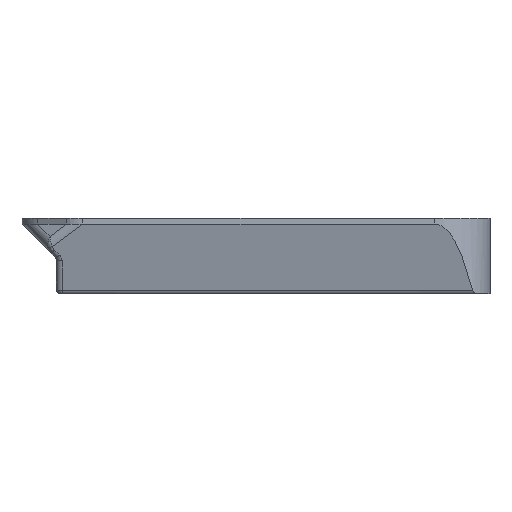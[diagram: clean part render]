
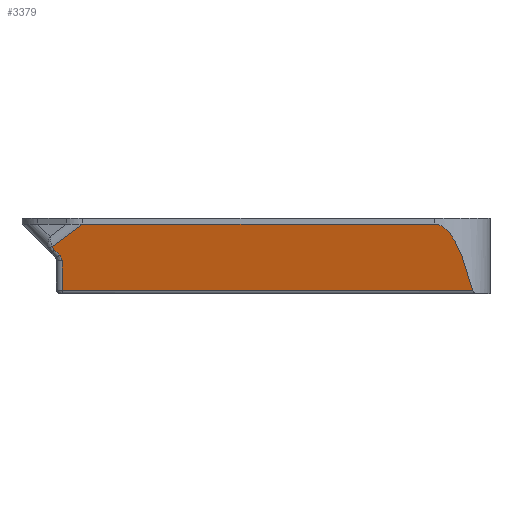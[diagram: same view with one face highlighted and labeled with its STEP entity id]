
A CAD part, left-side view. The second image highlights one B-rep face of the part: STEP entity #3379.
In plain terms, the highlighted planar face has unit normal (-0.974, 0, -0.225).
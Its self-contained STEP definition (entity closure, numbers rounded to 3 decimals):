
#205=ELLIPSE('',#3551,44.454,10.);
#230=ELLIPSE('',#3681,1.253,1.006);
#231=ELLIPSE('',#3682,1.541,1.502);
#332=FACE_OUTER_BOUND('',#538,.T.);
#538=EDGE_LOOP('',(#2693,#2694,#2695,#2696,#2697,#2698,#2699,#2700));
#883=LINE('',#5101,#1167);
#926=LINE('',#5318,#1210);
#975=LINE('',#5931,#1259);
#976=LINE('',#5935,#1260);
#977=LINE('',#5938,#1261);
#1167=VECTOR('',#4047,10.);
#1210=VECTOR('',#4156,69.);
#1259=VECTOR('',#4387,7.472);
#1260=VECTOR('',#4390,1.285);
#1261=VECTOR('',#4393,5.432);
#1449=VERTEX_POINT('',#5069);
#1450=VERTEX_POINT('',#5070);
#1455=VERTEX_POINT('',#5099);
#1516=VERTEX_POINT('',#5302);
#1583=VERTEX_POINT('',#5930);
#1584=VERTEX_POINT('',#5932);
#1585=VERTEX_POINT('',#5934);
#1586=VERTEX_POINT('',#5936);
#1784=EDGE_CURVE('',#1449,#1450,#205,.T.);
#1793=EDGE_CURVE('',#1450,#1455,#883,.T.);
#1869=EDGE_CURVE('',#1449,#1516,#926,.T.);
#1986=EDGE_CURVE('',#1455,#1583,#975,.T.);
#1987=EDGE_CURVE('',#1583,#1584,#230,.T.);
#1988=EDGE_CURVE('',#1584,#1585,#976,.T.);
#1989=EDGE_CURVE('',#1585,#1586,#231,.F.);
#1990=EDGE_CURVE('',#1586,#1516,#977,.T.);
#2693=ORIENTED_EDGE('',*,*,#1784,.T.);
#2694=ORIENTED_EDGE('',*,*,#1793,.T.);
#2695=ORIENTED_EDGE('',*,*,#1986,.T.);
#2696=ORIENTED_EDGE('',*,*,#1987,.T.);
#2697=ORIENTED_EDGE('',*,*,#1988,.T.);
#2698=ORIENTED_EDGE('',*,*,#1989,.T.);
#2699=ORIENTED_EDGE('',*,*,#1990,.T.);
#2700=ORIENTED_EDGE('',*,*,#1869,.F.);
#3267=PLANE('',#3680);
#3379=ADVANCED_FACE('',(#332),#3267,.F.);
#3551=AXIS2_PLACEMENT_3D('',#5071,#4032,#4033);
#3680=AXIS2_PLACEMENT_3D('',#5929,#4385,#4386);
#3681=AXIS2_PLACEMENT_3D('',#5933,#4388,#4389);
#3682=AXIS2_PLACEMENT_3D('',#5937,#4391,#4392);
#4032=DIRECTION('center_axis',(-0.974,0.,-0.225));
#4033=DIRECTION('ref_axis',(-0.225,0.,0.974));
#4047=DIRECTION('',(0.,1.,0.));
#4156=DIRECTION('',(0.,1.,0.));
#4385=DIRECTION('center_axis',(0.974,0.,0.225));
#4386=DIRECTION('ref_axis',(0.,1.,0.));
#4387=DIRECTION('',(0.138,0.791,-0.596));
#4388=DIRECTION('center_axis',(-0.974,0.,
-0.225));
#4389=DIRECTION('ref_axis',(-0.122,0.84,0.528));
#4390=DIRECTION('',(0.161,-0.698,-0.698));
#4391=DIRECTION('center_axis',(-0.974,0.,
-0.225));
#4392=DIRECTION('ref_axis',(0.225,0.011,-0.974));
#4393=DIRECTION('',(0.225,0.,-0.974));
#5069=CARTESIAN_POINT('',(-113.929,-10.573,0.775));
#5070=CARTESIAN_POINT('',(-116.682,-3.682,12.7));
#5071=CARTESIAN_POINT('Origin',(-106.682,-3.682,-30.615));
#5099=CARTESIAN_POINT('',(-116.682,59.538,12.7));
#5101=CARTESIAN_POINT('',(-116.682,11.84,12.7));
#5302=CARTESIAN_POINT('',(-113.929,63.25,0.775));
#5318=CARTESIAN_POINT('',(-113.929,-5.75,0.775));
#5929=CARTESIAN_POINT('Origin',(-113.75,0.,0.));
#5930=CARTESIAN_POINT('',(-115.743,64.934,8.632));
#5931=CARTESIAN_POINT('',(-116.771,59.024,13.088));
#5932=CARTESIAN_POINT('',(-115.603,64.586,8.025));
#5933=CARTESIAN_POINT('Origin',(-115.744,63.773,8.635));
#5934=CARTESIAN_POINT('',(-115.396,63.689,7.129));
#5935=CARTESIAN_POINT('',(-115.603,64.586,8.025));
#5936=CARTESIAN_POINT('',(-115.151,63.25,6.068));
#5937=CARTESIAN_POINT('Origin',(-115.151,64.752,6.067));
#5938=CARTESIAN_POINT('',(-115.151,63.25,6.068));
